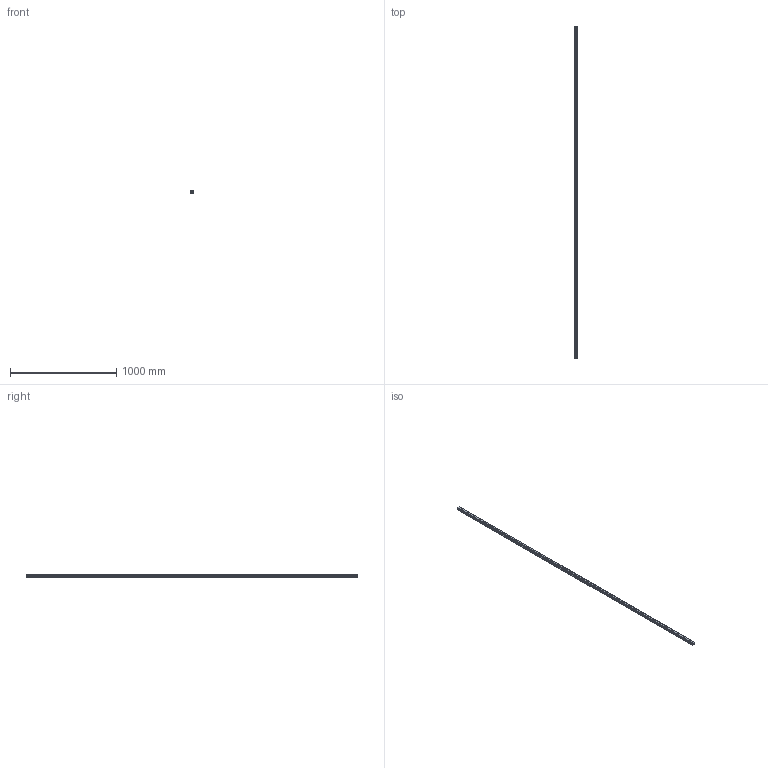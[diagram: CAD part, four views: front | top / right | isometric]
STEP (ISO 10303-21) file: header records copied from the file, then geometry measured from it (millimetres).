
FILE_DESCRIPTION(('STEP AP214'),'1');
FILE_NAME('cctmp_E123E90C-4F12-4A0E-B0E0-36BF8B78019F_2020_6_30_9_20_24_907..stp','2020-06-30T07:20:25',('HIWIN GmbH'),('CADClick - www.CADClick.com'),'Spatial InterOp 3D',' ','unknown authorization');
FILE_SCHEMA(('AUTOMOTIVE_DESIGN'));
Length unit declared in the file: millimetre
Products named in the file (1): HGR30R3130H_FILE
Bounding box: 28 x 3130 x 26 mm (x, y, z)
Volume: 1821421.9 mm3; surface area: 387633.2 mm2
Topology: 1 solids, 1 shells, 466 faces, 1029 edges, 686 vertices
Faces by surface type: cylinder 256, plane 210
Entity records: 16817 total; most frequent: DIRECTION 2475, CARTESIAN_POINT 2182, ORIENTED_EDGE 2058, EDGE_CURVE 1029, AXIS2_PLACEMENT_3D 979, VERTEX_POINT 686, EDGE_LOOP 587, LINE 517
